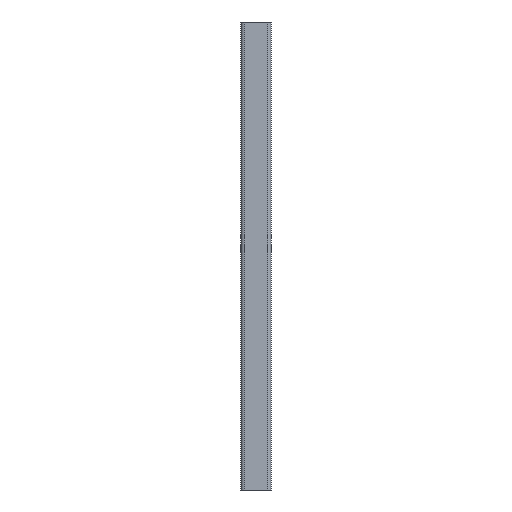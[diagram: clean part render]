
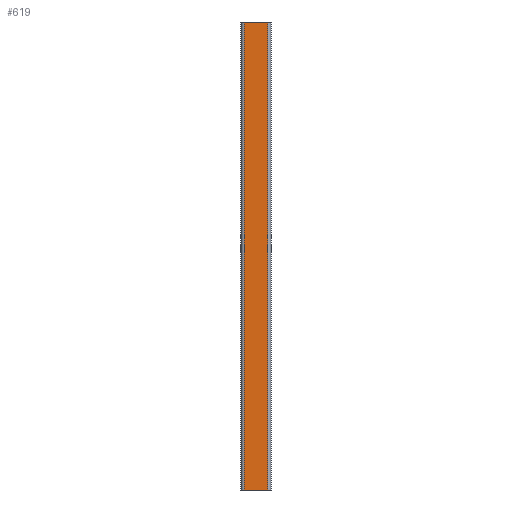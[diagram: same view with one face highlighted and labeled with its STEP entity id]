
A CAD part, front view. The second image highlights one B-rep face of the part: STEP entity #619.
In plain terms, the highlighted planar face has unit normal (0, -1, 0).
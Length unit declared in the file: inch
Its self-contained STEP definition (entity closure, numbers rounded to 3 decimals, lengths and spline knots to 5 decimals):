
#14 = DIRECTION ( 'NONE',  ( 0., 0., 1. ) ) ;
#29 = PLANE ( 'NONE',  #1310 ) ;
#157 = FACE_OUTER_BOUND ( 'NONE', #923, .T. ) ;
#178 = EDGE_CURVE ( 'NONE', #980, #904, #632, .T. ) ;
#218 = CARTESIAN_POINT ( 'NONE',  ( -1.15318, -1.92913, -39.37008 ) ) ;
#238 = DIRECTION ( 'NONE',  ( 0., 0., 1. ) ) ;
#312 = CARTESIAN_POINT ( 'NONE',  ( -1.15318, -1.92913, 0. ) ) ;
#377 = CARTESIAN_POINT ( 'NONE',  ( -1.15318, -1.92913, -39.37008 ) ) ;
#444 = CARTESIAN_POINT ( 'NONE',  ( 0.79885, -1.92913, -39.37008 ) ) ;
#526 = VERTEX_POINT ( 'NONE', #377 ) ;
#541 = EDGE_CURVE ( 'NONE', #634, #904, #1448, .T. ) ;
#562 = DIRECTION ( 'NONE',  ( 0., -1., 0. ) ) ;
#610 = ORIENTED_EDGE ( 'NONE', *, *, #178, .F. ) ;
#619 = ADVANCED_FACE ( 'NONE', ( #157 ), #29, .T. ) ;
#632 = LINE ( 'NONE', #762, #677 ) ;
#634 = VERTEX_POINT ( 'NONE', #444 ) ;
#674 = EDGE_CURVE ( 'NONE', #526, #980, #1481, .T. ) ;
#677 = VECTOR ( 'NONE', #1038, 39.37008 ) ;
#758 = DIRECTION ( 'NONE',  ( 1., 0., 0. ) ) ;
#762 = CARTESIAN_POINT ( 'NONE',  ( -1.15318, -1.92913, 0. ) ) ;
#904 = VERTEX_POINT ( 'NONE', #1641 ) ;
#914 = ORIENTED_EDGE ( 'NONE', *, *, #1412, .T. ) ;
#923 = EDGE_LOOP ( 'NONE', ( #610, #1074, #914, #1057 ) ) ;
#980 = VERTEX_POINT ( 'NONE', #312 ) ;
#1038 = DIRECTION ( 'NONE',  ( 1., 0., 0. ) ) ;
#1057 = ORIENTED_EDGE ( 'NONE', *, *, #541, .T. ) ;
#1074 = ORIENTED_EDGE ( 'NONE', *, *, #674, .F. ) ;
#1237 = DIRECTION ( 'NONE',  ( 1., 0., 0. ) ) ;
#1256 = VECTOR ( 'NONE', #758, 39.37008 ) ;
#1310 = AXIS2_PLACEMENT_3D ( 'NONE', #1629, #562, #1237 ) ;
#1330 = CARTESIAN_POINT ( 'NONE',  ( -1.15318, -1.92913, -39.37008 ) ) ;
#1412 = EDGE_CURVE ( 'NONE', #526, #634, #1541, .T. ) ;
#1444 = VECTOR ( 'NONE', #238, 39.37008 ) ;
#1448 = LINE ( 'NONE', #1476, #1444 ) ;
#1476 = CARTESIAN_POINT ( 'NONE',  ( 0.79885, -1.92913, -39.37008 ) ) ;
#1481 = LINE ( 'NONE', #1330, #1582 ) ;
#1541 = LINE ( 'NONE', #218, #1256 ) ;
#1582 = VECTOR ( 'NONE', #14, 39.37008 ) ;
#1629 = CARTESIAN_POINT ( 'NONE',  ( -1.15318, -1.92913, -39.37008 ) ) ;
#1641 = CARTESIAN_POINT ( 'NONE',  ( 0.79885, -1.92913, 0. ) ) ;
